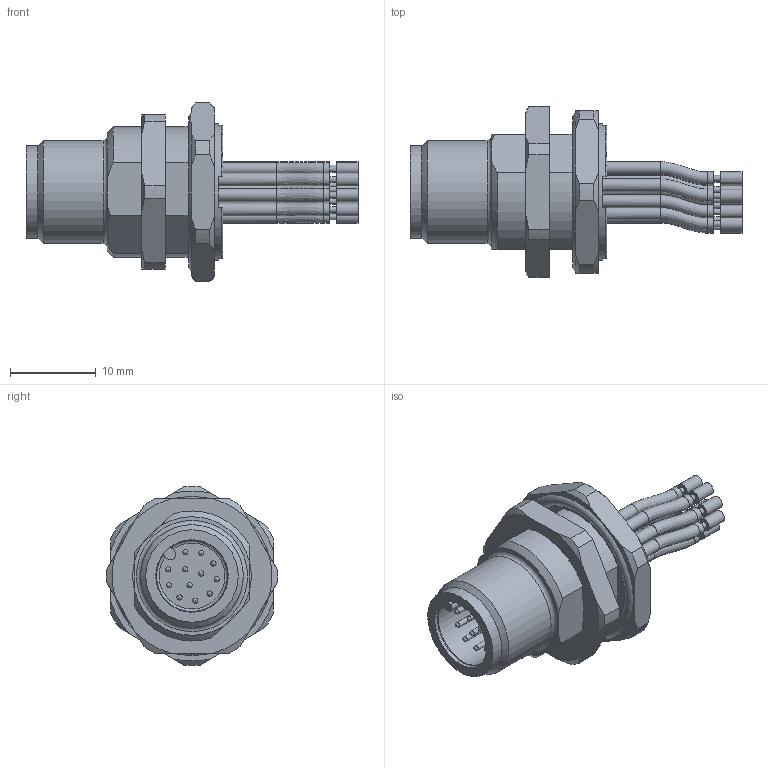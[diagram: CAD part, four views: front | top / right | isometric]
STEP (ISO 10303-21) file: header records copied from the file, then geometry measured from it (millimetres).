
FILE_DESCRIPTION(/* description */ (''),/* implementation_level */ '2;1');
FILE_NAME(/* name */ 'AL-FHM12SUA12-m_PG9.stp',/* time_stamp */ '2019-01-11T08:24:23+01:00',/* author */ (''),/* organization */ (''),/* preprocessor_version */ 'ST-DEVELOPER v16',/* originating_system */ 'SIEMENS PLM Software NX 10.0',/* authorisation */ '');
FILE_SCHEMA (('AUTOMOTIVE_DESIGN { 1 0 10303 214 3 1 1 1 }'));
Length unit declared in the file: millimetre
Products named in the file (1): v.sh12C8C3725mzd
Bounding box: 38.8 x 19.99 x 20.89 mm (x, y, z)
Volume: 3829.4 mm3; surface area: 3627.9 mm2
Topology: 2 solids, 2 shells, 229 faces, 589 edges, 399 vertices
Faces by surface type: cylinder 91, plane 77, cone 25, torus 12, bspline 12, sphere 12
Full cylindrical faces by diameter (mm): 0.6 x12, 0.7 x12, 1.5 x36, 8.4 x1, 10.8 x1, 12 x1, 15.6 x1, 16 x1
Entity records: 7038 total; most frequent: CARTESIAN_POINT 2288, DIRECTION 970, ORIENTED_EDGE 838, EDGE_CURVE 419, AXIS2_PLACEMENT_3D 419, EDGE_LOOP 367, VERTEX_POINT 325, FACE_BOUND 257
